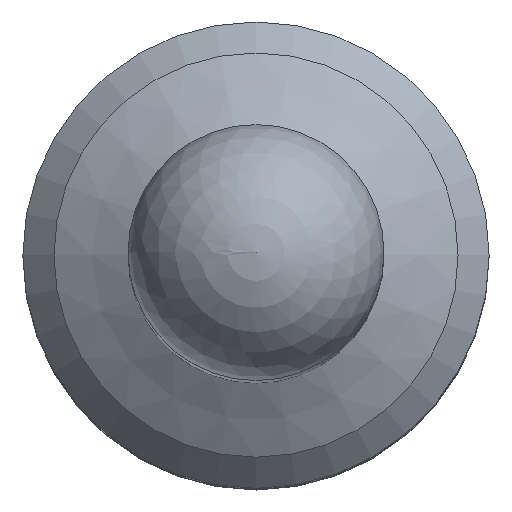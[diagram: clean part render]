
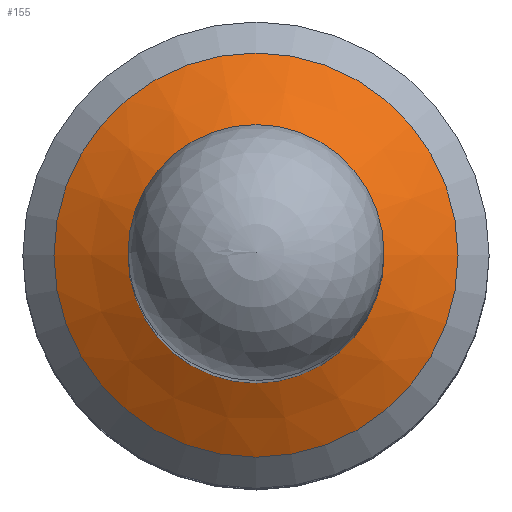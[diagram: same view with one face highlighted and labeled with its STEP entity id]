
A CAD part, top view. The second image highlights one B-rep face of the part: STEP entity #155.
In plain terms, the highlighted conical face has half-angle 60 degrees and reference radius 1.95 mm.
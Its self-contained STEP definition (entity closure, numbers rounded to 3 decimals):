
#132=CONICAL_SURFACE('',#404,1.95,60.);
#155=ADVANCED_FACE('',(#200,#201),#132,.T.);
#173=CIRCLE('',#390,1.235);
#178=CIRCLE('',#402,1.95);
#200=FACE_BOUND('',#231,.T.);
#201=FACE_BOUND('',#232,.T.);
#231=EDGE_LOOP('',(#284));
#232=EDGE_LOOP('',(#285));
#284=ORIENTED_EDGE('',*,*,#331,.T.);
#285=ORIENTED_EDGE('',*,*,#336,.F.);
#306=VERTEX_POINT('',#621);
#311=VERTEX_POINT('',#638);
#331=EDGE_CURVE('',#306,#306,#173,.T.);
#336=EDGE_CURVE('',#311,#311,#178,.T.);
#390=AXIS2_PLACEMENT_3D('',#620,#438,#439);
#402=AXIS2_PLACEMENT_3D('',#637,#462,#463);
#404=AXIS2_PLACEMENT_3D('',#640,#466,#467);
#438=DIRECTION('',(0.,0.,-1.));
#439=DIRECTION('',(-1.,0.,0.));
#462=DIRECTION('',(0.,0.,-1.));
#463=DIRECTION('',(-1.,0.,0.));
#466=DIRECTION('',(0.,0.,-1.));
#467=DIRECTION('',(-1.,0.,0.));
#620=CARTESIAN_POINT('',(0.,0.,9.95));
#621=CARTESIAN_POINT('',(-1.235,0.,9.95));
#637=CARTESIAN_POINT('',(0.,0.,9.537));
#638=CARTESIAN_POINT('',(-1.95,0.,9.537));
#640=CARTESIAN_POINT('',(0.,0.,9.537));
